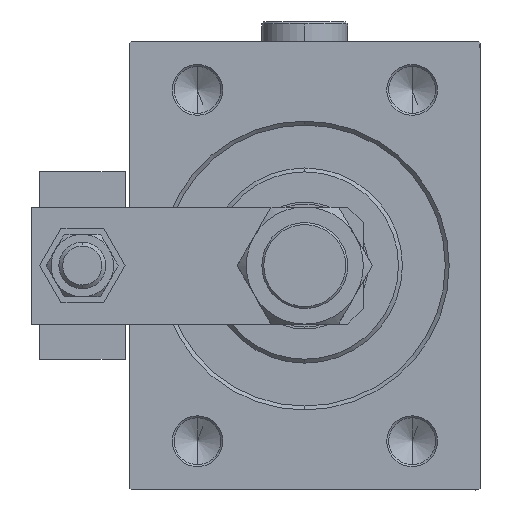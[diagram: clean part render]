
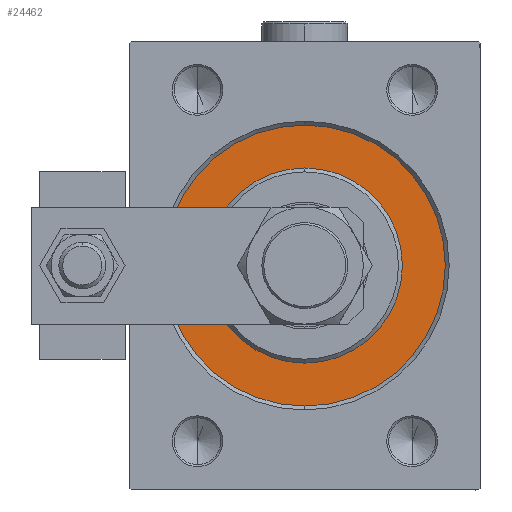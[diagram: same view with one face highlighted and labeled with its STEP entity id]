
A CAD part, left-side view. The second image highlights one B-rep face of the part: STEP entity #24462.
In plain terms, the highlighted face is planar.
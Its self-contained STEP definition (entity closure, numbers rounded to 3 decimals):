
#892 = DIRECTION ( 'NONE',  ( -1., 0., 0. ) ) ;
#1590 = CIRCLE ( 'NONE', #21347, 36. ) ;
#3116 = VERTEX_POINT ( 'NONE', #29452 ) ;
#5669 = CIRCLE ( 'NONE', #21093, 25. ) ;
#5900 = DIRECTION ( 'NONE',  ( 0., 0., 1. ) ) ;
#7169 = EDGE_LOOP ( 'NONE', ( #49704, #29625 ) ) ;
#8305 = DIRECTION ( 'NONE',  ( -1., 0., 0. ) ) ;
#8946 = DIRECTION ( 'NONE',  ( 0., 0., 1. ) ) ;
#9021 = DIRECTION ( 'NONE',  ( 0., 0., -1. ) ) ;
#11656 = EDGE_LOOP ( 'NONE', ( #35755, #49813 ) ) ;
#12349 = CARTESIAN_POINT ( 'NONE',  ( 0., 0., 0. ) ) ;
#12466 = DIRECTION ( 'NONE',  ( 1., 0., 0. ) ) ;
#13287 = EDGE_CURVE ( 'NONE', #38323, #3116, #5669, .T. ) ;
#16549 = AXIS2_PLACEMENT_3D ( 'NONE', #41192, #12466, #28856 ) ;
#19319 = VERTEX_POINT ( 'NONE', #39989 ) ;
#21093 = AXIS2_PLACEMENT_3D ( 'NONE', #33718, #25680, #9021 ) ;
#21347 = AXIS2_PLACEMENT_3D ( 'NONE', #46003, #892, #8946 ) ;
#24092 = EDGE_CURVE ( 'NONE', #3116, #38323, #34492, .T. ) ;
#24462 = ADVANCED_FACE ( 'NONE', ( #32747, #49119 ), #24949, .F. ) ;
#24698 = DIRECTION ( 'NONE',  ( 0., 0., 1. ) ) ;
#24949 = PLANE ( 'NONE',  #36240 ) ;
#25680 = DIRECTION ( 'NONE',  ( 1., 0., 0. ) ) ;
#26333 = CARTESIAN_POINT ( 'NONE',  ( 0., 0., 0. ) ) ;
#26566 = CARTESIAN_POINT ( 'NONE',  ( 0., 0., -36. ) ) ;
#28856 = DIRECTION ( 'NONE',  ( 0., 0., -1. ) ) ;
#29452 = CARTESIAN_POINT ( 'NONE',  ( 0., 0., 25. ) ) ;
#29625 = ORIENTED_EDGE ( 'NONE', *, *, #43996, .F. ) ;
#30773 = AXIS2_PLACEMENT_3D ( 'NONE', #26333, #42703, #5900 ) ;
#32747 = FACE_BOUND ( 'NONE', #11656, .T. ) ;
#32753 = VERTEX_POINT ( 'NONE', #26566 ) ;
#33718 = CARTESIAN_POINT ( 'NONE',  ( 0., 0., 0. ) ) ;
#34492 = CIRCLE ( 'NONE', #16549, 25. ) ;
#35590 = CARTESIAN_POINT ( 'NONE',  ( 0., 0., -25. ) ) ;
#35755 = ORIENTED_EDGE ( 'NONE', *, *, #24092, .F. ) ;
#35906 = CIRCLE ( 'NONE', #30773, 36. ) ;
#36240 = AXIS2_PLACEMENT_3D ( 'NONE', #12349, #8305, #24698 ) ;
#38323 = VERTEX_POINT ( 'NONE', #35590 ) ;
#39989 = CARTESIAN_POINT ( 'NONE',  ( 0., 0., 36. ) ) ;
#41192 = CARTESIAN_POINT ( 'NONE',  ( 0., 0., 0. ) ) ;
#42703 = DIRECTION ( 'NONE',  ( -1., 0., 0. ) ) ;
#43996 = EDGE_CURVE ( 'NONE', #19319, #32753, #1590, .T. ) ;
#44355 = EDGE_CURVE ( 'NONE', #32753, #19319, #35906, .T. ) ;
#46003 = CARTESIAN_POINT ( 'NONE',  ( 0., 0., 0. ) ) ;
#49119 = FACE_OUTER_BOUND ( 'NONE', #7169, .T. ) ;
#49704 = ORIENTED_EDGE ( 'NONE', *, *, #44355, .F. ) ;
#49813 = ORIENTED_EDGE ( 'NONE', *, *, #13287, .F. ) ;
